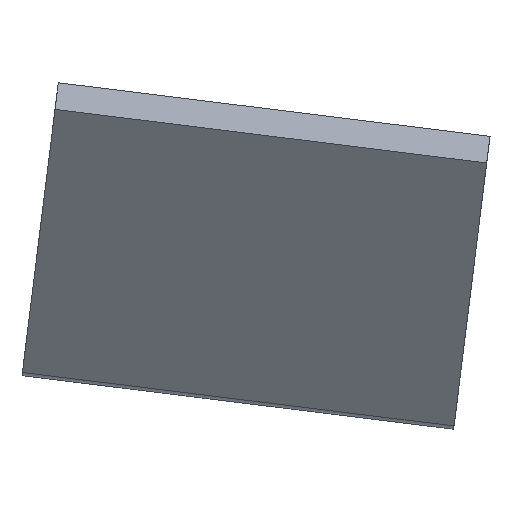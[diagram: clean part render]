
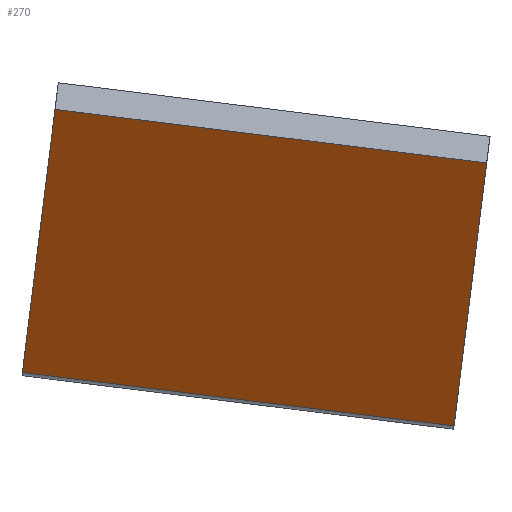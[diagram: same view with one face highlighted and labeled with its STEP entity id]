
A CAD part, left-side view. The second image highlights one B-rep face of the part: STEP entity #270.
In plain terms, the highlighted planar face has unit normal (-0.334, 0.116, -0.935).
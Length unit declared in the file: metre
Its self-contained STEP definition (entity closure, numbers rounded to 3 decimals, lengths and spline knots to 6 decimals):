
#96=ORIENTED_EDGE('',*,*,#122,.T.);
#97=ORIENTED_EDGE('',*,*,#139,.T.);
#98=ORIENTED_EDGE('',*,*,#110,.T.);
#99=ORIENTED_EDGE('',*,*,#137,.F.);
#110=EDGE_CURVE('',#147,#146,#168,.T.);
#122=EDGE_CURVE('',#158,#157,#176,.T.);
#137=EDGE_CURVE('',#158,#146,#189,.T.);
#139=EDGE_CURVE('',#157,#147,#191,.T.);
#146=VERTEX_POINT('',#395);
#147=VERTEX_POINT('',#397);
#157=VERTEX_POINT('',#420);
#158=VERTEX_POINT('',#422);
#168=LINE('',#396,#196);
#176=LINE('',#421,#204);
#189=LINE('',#449,#217);
#191=LINE('',#454,#219);
#196=VECTOR('',#319,1.);
#204=VECTOR('',#339,1.);
#217=VECTOR('',#370,1.);
#219=VECTOR('',#378,1.);
#232=EDGE_LOOP('',(#96,#97,#98,#99));
#246=FACE_BOUND('',#232,.T.);
#257=PLANE('',#305);
#270=ADVANCED_FACE('',(#246),#257,.F.);
#305=AXIS2_PLACEMENT_3D('',#453,#376,#377);
#319=DIRECTION('',(-0.942,-0.041,0.332));
#339=DIRECTION('',(0.942,0.041,-0.332));
#370=DIRECTION('',(0.,-0.992,-0.123));
#376=DIRECTION('',(0.334,-0.116,0.935));
#377=DIRECTION('',(-0.942,0.,0.337));
#378=DIRECTION('',(0.,-0.992,-0.123));
#395=CARTESIAN_POINT('',(-0.048023,-0.194065,-0.278916));
#396=CARTESIAN_POINT('',(-0.034214,-0.193462,-0.283776));
#397=CARTESIAN_POINT('',(-0.006424,-0.192249,-0.293558));
#420=CARTESIAN_POINT('',(-0.006424,-0.168215,-0.290578));
#421=CARTESIAN_POINT('',(-0.034214,-0.169429,-0.280796));
#422=CARTESIAN_POINT('',(-0.048023,-0.170031,-0.275935));
#449=CARTESIAN_POINT('',(-0.048023,-0.170031,-0.275935));
#453=CARTESIAN_POINT('',(-0.034214,-0.169429,-0.280796));
#454=CARTESIAN_POINT('',(-0.006424,-0.192249,-0.293558));
